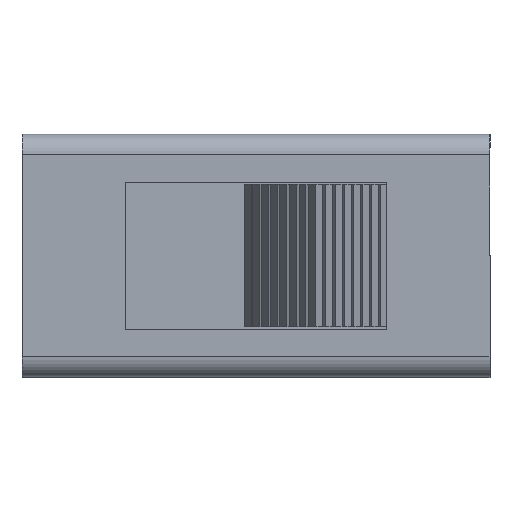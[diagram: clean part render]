
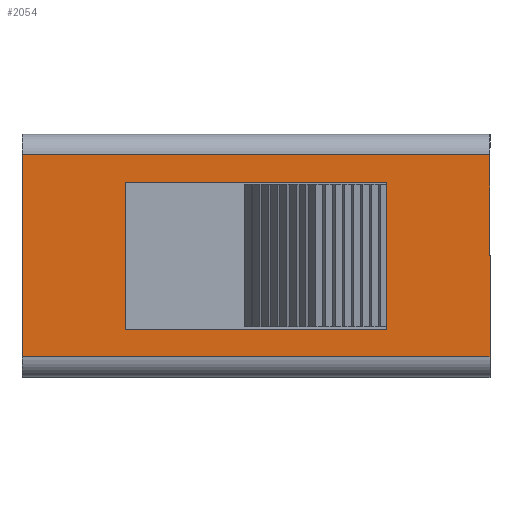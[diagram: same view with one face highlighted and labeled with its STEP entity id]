
A CAD part, top view. The second image highlights one B-rep face of the part: STEP entity #2054.
In plain terms, the highlighted planar face has unit normal (0, 0, 1).
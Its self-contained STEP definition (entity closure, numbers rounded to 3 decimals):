
#1879=CARTESIAN_POINT('',(6.35,2.74,0.36));
#1880=VERTEX_POINT('',#1879);
#1898=CARTESIAN_POINT('',(-6.35,2.74,0.36));
#1899=VERTEX_POINT('',#1898);
#1907=CARTESIAN_POINT('',(-6.35,2.74,0.36));
#1908=DIRECTION('',(1.0,0.0,0.0));
#1909=VECTOR('',#1908,12.7);
#1910=LINE('',#1907,#1909);
#1911=EDGE_CURVE('',#1899,#1880,#1910,.T.);
#1922=CARTESIAN_POINT('',(6.35,-2.74,0.36));
#1923=VERTEX_POINT('',#1922);
#1924=CARTESIAN_POINT('',(6.35,2.74,0.36));
#1925=DIRECTION('',(0.0,-1.0,0.0));
#1926=VECTOR('',#1925,5.48);
#1927=LINE('',#1924,#1926);
#1928=EDGE_CURVE('',#1880,#1923,#1927,.T.);
#1997=CARTESIAN_POINT('',(0.,0.,0.36));
#1998=DIRECTION('',(0.0,0.0,1.0));
#1999=DIRECTION('',(1.0,0.0,0.0));
#2000=AXIS2_PLACEMENT_3D('',#1997,#1998,#1999);
#2001=PLANE('',#2000);
#2002=ORIENTED_EDGE('',*,*,#1911,.F.);
#2003=CARTESIAN_POINT('',(-6.35,-2.74,0.36));
#2004=VERTEX_POINT('',#2003);
#2005=CARTESIAN_POINT('',(-6.35,-2.74,0.36));
#2006=DIRECTION('',(0.0,1.0,0.0));
#2007=VECTOR('',#2006,5.48);
#2008=LINE('',#2005,#2007);
#2009=EDGE_CURVE('',#2004,#1899,#2008,.T.);
#2010=ORIENTED_EDGE('',*,*,#2009,.F.);
#2011=CARTESIAN_POINT('',(6.35,-2.74,0.36));
#2012=DIRECTION('',(-1.0,0.0,0.0));
#2013=VECTOR('',#2012,12.7);
#2014=LINE('',#2011,#2013);
#2015=EDGE_CURVE('',#1923,#2004,#2014,.T.);
#2016=ORIENTED_EDGE('',*,*,#2015,.F.);
#2017=ORIENTED_EDGE('',*,*,#1928,.F.);
#2018=EDGE_LOOP('',(#2002,#2010,#2016,#2017));
#2019=FACE_OUTER_BOUND('',#2018,.T.);
#2020=CARTESIAN_POINT('',(3.55,2.0,0.36));
#2021=VERTEX_POINT('',#2020);
#2022=CARTESIAN_POINT('',(3.55,-2.,0.36));
#2023=VERTEX_POINT('',#2022);
#2024=CARTESIAN_POINT('',(3.55,2.0,0.36));
#2025=DIRECTION('',(0.0,-1.0,0.0));
#2026=VECTOR('',#2025,4.);
#2027=LINE('',#2024,#2026);
#2028=EDGE_CURVE('',#2021,#2023,#2027,.T.);
#2029=ORIENTED_EDGE('',*,*,#2028,.T.);
#2030=CARTESIAN_POINT('',(-3.55,-2.,0.36));
#2031=VERTEX_POINT('',#2030);
#2032=CARTESIAN_POINT('',(3.55,-2.,0.36));
#2033=DIRECTION('',(-1.0,0.0,0.0));
#2034=VECTOR('',#2033,7.1);
#2035=LINE('',#2032,#2034);
#2036=EDGE_CURVE('',#2023,#2031,#2035,.T.);
#2037=ORIENTED_EDGE('',*,*,#2036,.T.);
#2038=CARTESIAN_POINT('',(-3.55,2.0,0.36));
#2039=VERTEX_POINT('',#2038);
#2040=CARTESIAN_POINT('',(-3.55,-2.,0.36));
#2041=DIRECTION('',(0.0,1.0,0.0));
#2042=VECTOR('',#2041,4.0);
#2043=LINE('',#2040,#2042);
#2044=EDGE_CURVE('',#2031,#2039,#2043,.T.);
#2045=ORIENTED_EDGE('',*,*,#2044,.T.);
#2046=CARTESIAN_POINT('',(-3.55,2.0,0.36));
#2047=DIRECTION('',(1.0,0.0,0.0));
#2048=VECTOR('',#2047,7.1);
#2049=LINE('',#2046,#2048);
#2050=EDGE_CURVE('',#2039,#2021,#2049,.T.);
#2051=ORIENTED_EDGE('',*,*,#2050,.T.);
#2052=EDGE_LOOP('',(#2029,#2037,#2045,#2051));
#2053=FACE_BOUND('',#2052,.T.);
#2054=ADVANCED_FACE('',(#2019,#2053),#2001,.T.);
